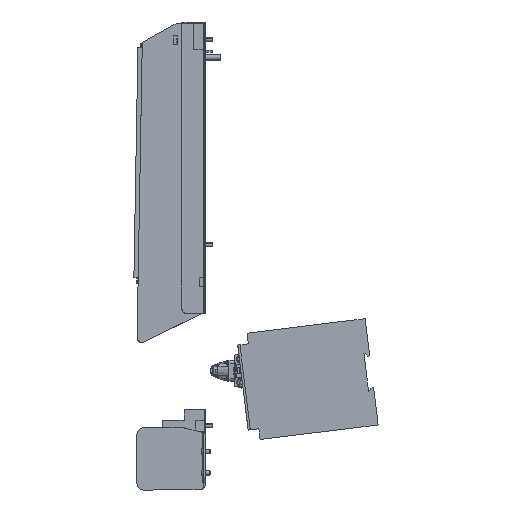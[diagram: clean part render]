
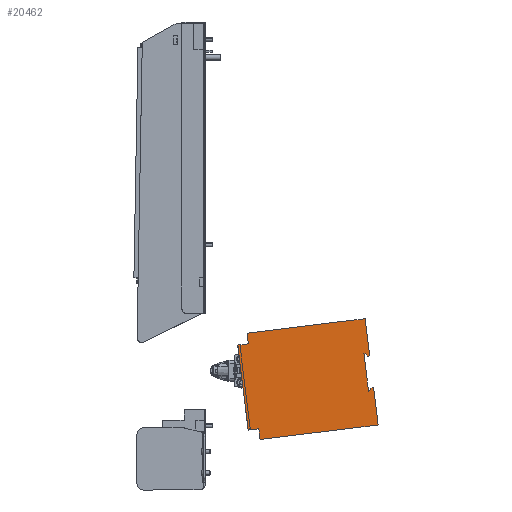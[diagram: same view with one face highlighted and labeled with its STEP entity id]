
A CAD part, left-side view. The second image highlights one B-rep face of the part: STEP entity #20462.
In plain terms, the highlighted face is planar.
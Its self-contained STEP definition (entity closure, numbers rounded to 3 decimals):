
#144 = DIRECTION ( 'NONE',  ( 0., 0.866, 0.5 ) ) ;
#303 = VERTEX_POINT ( 'NONE', #7413 ) ;
#316 = EDGE_CURVE ( 'NONE', #7793, #2262, #13576, .T. ) ;
#559 = EDGE_CURVE ( 'NONE', #39109, #7793, #36620, .T. ) ;
#1236 = DIRECTION ( 'NONE',  ( 0., 0.866, -0.5 ) ) ;
#1553 = VECTOR ( 'NONE', #19540, 1000. ) ;
#1795 = ORIENTED_EDGE ( 'NONE', *, *, #10573, .T. ) ;
#1815 = CARTESIAN_POINT ( 'NONE',  ( 18., 40., -111. ) ) ;
#2140 = ORIENTED_EDGE ( 'NONE', *, *, #6483, .T. ) ;
#2262 = VERTEX_POINT ( 'NONE', #38564 ) ;
#2714 = CARTESIAN_POINT ( 'NONE',  ( 18., -15., 0. ) ) ;
#3446 = DIRECTION ( 'NONE',  ( -1., 0., 0. ) ) ;
#3560 = VERTEX_POINT ( 'NONE', #2714 ) ;
#4152 = CARTESIAN_POINT ( 'NONE',  ( 18., -17.5, -5. ) ) ;
#4478 = VECTOR ( 'NONE', #15971, 1000. ) ;
#4657 = VERTEX_POINT ( 'NONE', #26996 ) ;
#4765 = CARTESIAN_POINT ( 'NONE',  ( 18., 17.5, -5. ) ) ;
#4885 = DIRECTION ( 'NONE',  ( 0., 0., -1. ) ) ;
#5184 = CARTESIAN_POINT ( 'NONE',  ( 18., -40., -111. ) ) ;
#6038 = VECTOR ( 'NONE', #38548, 1000. ) ;
#6191 = CARTESIAN_POINT ( 'NONE',  ( 18., -17.5, -3.9 ) ) ;
#6234 = DIRECTION ( 'NONE',  ( 0., 1., 0. ) ) ;
#6444 = VECTOR ( 'NONE', #6234, 1000. ) ;
#6483 = EDGE_CURVE ( 'NONE', #19497, #17367, #39752, .T. ) ;
#6577 = VECTOR ( 'NONE', #32541, 1000. ) ;
#6907 = ORIENTED_EDGE ( 'NONE', *, *, #31948, .T. ) ;
#6965 = EDGE_CURVE ( 'NONE', #7536, #28889, #23665, .T. ) ;
#7413 = CARTESIAN_POINT ( 'NONE',  ( 18., -15., -2.457 ) ) ;
#7536 = VERTEX_POINT ( 'NONE', #28144 ) ;
#7768 = ORIENTED_EDGE ( 'NONE', *, *, #20366, .T. ) ;
#7793 = VERTEX_POINT ( 'NONE', #17476 ) ;
#7994 = VERTEX_POINT ( 'NONE', #30688 ) ;
#8223 = FACE_OUTER_BOUND ( 'NONE', #32685, .T. ) ;
#9277 = ORIENTED_EDGE ( 'NONE', *, *, #38422, .T. ) ;
#9865 = LINE ( 'NONE', #16638, #1553 ) ;
#10573 = EDGE_CURVE ( 'NONE', #2262, #10583, #38557, .T. ) ;
#10583 = VERTEX_POINT ( 'NONE', #36248 ) ;
#10750 = ORIENTED_EDGE ( 'NONE', *, *, #24462, .T. ) ;
#10937 = LINE ( 'NONE', #4152, #6038 ) ;
#12732 = EDGE_CURVE ( 'NONE', #28889, #20489, #36348, .T. ) ;
#12853 = VECTOR ( 'NONE', #37037, 1000. ) ;
#13576 = LINE ( 'NONE', #38925, #15497 ) ;
#14087 = EDGE_CURVE ( 'NONE', #14260, #303, #16479, .T. ) ;
#14260 = VERTEX_POINT ( 'NONE', #6191 ) ;
#14766 = ORIENTED_EDGE ( 'NONE', *, *, #559, .T. ) ;
#15398 = LINE ( 'NONE', #30849, #38236 ) ;
#15497 = VECTOR ( 'NONE', #19968, 1000. ) ;
#15856 = LINE ( 'NONE', #17195, #6577 ) ;
#15971 = DIRECTION ( 'NONE',  ( 0., 0., 1. ) ) ;
#16014 = CARTESIAN_POINT ( 'NONE',  ( 18., -40., -121. ) ) ;
#16179 = EDGE_CURVE ( 'NONE', #20489, #39109, #28370, .T. ) ;
#16479 = LINE ( 'NONE', #31490, #37339 ) ;
#16638 = CARTESIAN_POINT ( 'NONE',  ( 18., -15., -2.457 ) ) ;
#17109 = ORIENTED_EDGE ( 'NONE', *, *, #29099, .T. ) ;
#17195 = CARTESIAN_POINT ( 'NONE',  ( 18., -50., 0. ) ) ;
#17310 = CARTESIAN_POINT ( 'NONE',  ( 18., 17.5, -3.9 ) ) ;
#17367 = VERTEX_POINT ( 'NONE', #18662 ) ;
#17411 = LINE ( 'NONE', #31442, #40256 ) ;
#17476 = CARTESIAN_POINT ( 'NONE',  ( 18., 40., -111. ) ) ;
#17535 = VECTOR ( 'NONE', #30799, 1000. ) ;
#18101 = DIRECTION ( 'NONE',  ( 0., -1., 0. ) ) ;
#18594 = ORIENTED_EDGE ( 'NONE', *, *, #21611, .T. ) ;
#18662 = CARTESIAN_POINT ( 'NONE',  ( 18., 17.5, -3.9 ) ) ;
#18698 = CARTESIAN_POINT ( 'NONE',  ( 18., -50., 0. ) ) ;
#18799 = DIRECTION ( 'NONE',  ( 0., -1., 0. ) ) ;
#19497 = VERTEX_POINT ( 'NONE', #31854 ) ;
#19540 = DIRECTION ( 'NONE',  ( 0., 0., 1. ) ) ;
#19968 = DIRECTION ( 'NONE',  ( 0., 1., 0. ) ) ;
#20194 = ORIENTED_EDGE ( 'NONE', *, *, #35194, .T. ) ;
#20366 = EDGE_CURVE ( 'NONE', #17367, #38745, #27733, .T. ) ;
#20462 = ADVANCED_FACE ( 'NONE', ( #8223 ), #25129, .F. ) ;
#20489 = VERTEX_POINT ( 'NONE', #16014 ) ;
#21611 = EDGE_CURVE ( 'NONE', #23305, #7536, #15856, .T. ) ;
#22323 = CARTESIAN_POINT ( 'NONE',  ( 18., 40., -121. ) ) ;
#23112 = CARTESIAN_POINT ( 'NONE',  ( 18., -50., -111. ) ) ;
#23305 = VERTEX_POINT ( 'NONE', #18698 ) ;
#23665 = LINE ( 'NONE', #23112, #40185 ) ;
#24322 = CARTESIAN_POINT ( 'NONE',  ( 18., 50., 0. ) ) ;
#24462 = EDGE_CURVE ( 'NONE', #38745, #4657, #34555, .T. ) ;
#25129 = PLANE ( 'NONE',  #30360 ) ;
#25822 = VECTOR ( 'NONE', #18101, 1000. ) ;
#26926 = LINE ( 'NONE', #30771, #12853 ) ;
#26996 = CARTESIAN_POINT ( 'NONE',  ( 18., -17.5, -5. ) ) ;
#27527 = ORIENTED_EDGE ( 'NONE', *, *, #16179, .T. ) ;
#27733 = LINE ( 'NONE', #33801, #17535 ) ;
#28144 = CARTESIAN_POINT ( 'NONE',  ( 18., -50., -111. ) ) ;
#28370 = LINE ( 'NONE', #37630, #6444 ) ;
#28378 = CARTESIAN_POINT ( 'NONE',  ( 18., 17.5, 0. ) ) ;
#28889 = VERTEX_POINT ( 'NONE', #5184 ) ;
#29093 = VECTOR ( 'NONE', #1236, 1000. ) ;
#29099 = EDGE_CURVE ( 'NONE', #10583, #7994, #17411, .T. ) ;
#29237 = ORIENTED_EDGE ( 'NONE', *, *, #14087, .T. ) ;
#30360 = AXIS2_PLACEMENT_3D ( 'NONE', #28378, #3446, #31493 ) ;
#30688 = CARTESIAN_POINT ( 'NONE',  ( 18., 15., 0. ) ) ;
#30771 = CARTESIAN_POINT ( 'NONE',  ( 18., 15., -2.457 ) ) ;
#30781 = EDGE_CURVE ( 'NONE', #3560, #23305, #15398, .T. ) ;
#30799 = DIRECTION ( 'NONE',  ( 0., 0., -1. ) ) ;
#30849 = CARTESIAN_POINT ( 'NONE',  ( 18., -15., 0. ) ) ;
#31262 = VECTOR ( 'NONE', #33510, 1000. ) ;
#31442 = CARTESIAN_POINT ( 'NONE',  ( 18., 15., 0. ) ) ;
#31490 = CARTESIAN_POINT ( 'NONE',  ( 18., -15., -2.457 ) ) ;
#31493 = DIRECTION ( 'NONE',  ( 0., 0., 1. ) ) ;
#31854 = CARTESIAN_POINT ( 'NONE',  ( 18., 15., -2.457 ) ) ;
#31926 = ORIENTED_EDGE ( 'NONE', *, *, #6965, .T. ) ;
#31948 = EDGE_CURVE ( 'NONE', #303, #3560, #9865, .T. ) ;
#32541 = DIRECTION ( 'NONE',  ( 0., 0., -1. ) ) ;
#32604 = ORIENTED_EDGE ( 'NONE', *, *, #30781, .T. ) ;
#32685 = EDGE_LOOP ( 'NONE', ( #7768, #10750, #20194, #29237, #6907, #32604, #18594, #31926, #36710, #27527, #14766, #33834, #1795, #17109, #9277, #2140 ) ) ;
#33402 = VECTOR ( 'NONE', #4885, 1000. ) ;
#33510 = DIRECTION ( 'NONE',  ( 0., 0., 1. ) ) ;
#33546 = CARTESIAN_POINT ( 'NONE',  ( 18., -17.5, -5. ) ) ;
#33801 = CARTESIAN_POINT ( 'NONE',  ( 18., 17.5, -5. ) ) ;
#33834 = ORIENTED_EDGE ( 'NONE', *, *, #316, .T. ) ;
#34287 = DIRECTION ( 'NONE',  ( 0., -1., 0. ) ) ;
#34555 = LINE ( 'NONE', #33546, #25822 ) ;
#35194 = EDGE_CURVE ( 'NONE', #4657, #14260, #10937, .T. ) ;
#36248 = CARTESIAN_POINT ( 'NONE',  ( 18., 50., 0. ) ) ;
#36348 = LINE ( 'NONE', #39023, #33402 ) ;
#36620 = LINE ( 'NONE', #1815, #4478 ) ;
#36710 = ORIENTED_EDGE ( 'NONE', *, *, #12732, .T. ) ;
#37037 = DIRECTION ( 'NONE',  ( 0., 0., -1. ) ) ;
#37339 = VECTOR ( 'NONE', #144, 1000. ) ;
#37630 = CARTESIAN_POINT ( 'NONE',  ( 18., 40., -121. ) ) ;
#38236 = VECTOR ( 'NONE', #18799, 1000. ) ;
#38422 = EDGE_CURVE ( 'NONE', #7994, #19497, #26926, .T. ) ;
#38454 = DIRECTION ( 'NONE',  ( 0., 1., 0. ) ) ;
#38548 = DIRECTION ( 'NONE',  ( 0., 0., 1. ) ) ;
#38557 = LINE ( 'NONE', #24322, #31262 ) ;
#38564 = CARTESIAN_POINT ( 'NONE',  ( 18., 50., -111. ) ) ;
#38745 = VERTEX_POINT ( 'NONE', #4765 ) ;
#38925 = CARTESIAN_POINT ( 'NONE',  ( 18., 50., -111. ) ) ;
#39023 = CARTESIAN_POINT ( 'NONE',  ( 18., -40., -111. ) ) ;
#39109 = VERTEX_POINT ( 'NONE', #22323 ) ;
#39752 = LINE ( 'NONE', #17310, #29093 ) ;
#40185 = VECTOR ( 'NONE', #38454, 1000. ) ;
#40256 = VECTOR ( 'NONE', #34287, 1000. ) ;
